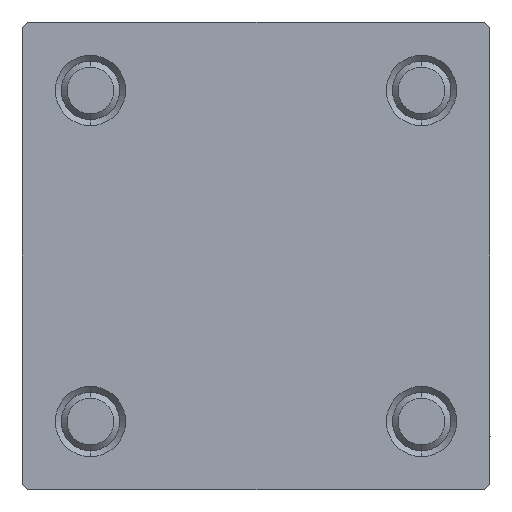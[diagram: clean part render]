
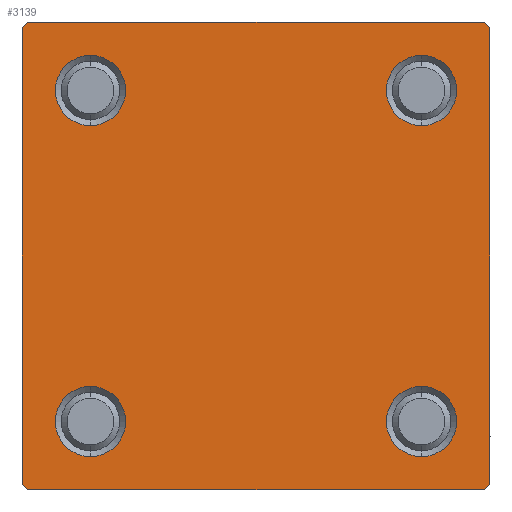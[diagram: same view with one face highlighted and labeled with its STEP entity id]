
A CAD part, left-side view. The second image highlights one B-rep face of the part: STEP entity #3139.
In plain terms, the highlighted planar face has unit normal (-1, 0, 0).
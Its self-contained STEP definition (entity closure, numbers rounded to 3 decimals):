
#950 = CARTESIAN_POINT ( 'NONE',  ( 0., -14.15, 11.15 ) ) ;
#1020 = DIRECTION ( 'NONE',  ( 0., 0., 1. ) ) ;
#1494 = DIRECTION ( 'NONE',  ( 1., 0., 0. ) ) ;
#1637 = EDGE_LOOP ( 'NONE', ( #39284, #13956 ) ) ;
#1725 = EDGE_CURVE ( 'NONE', #37479, #17744, #21372, .T. ) ;
#1966 = ORIENTED_EDGE ( 'NONE', *, *, #43416, .T. ) ;
#2083 = CIRCLE ( 'NONE', #6899, 3. ) ;
#3139 = ADVANCED_FACE ( 'NONE', ( #22188, #33513, #15122, #10846, #44842 ), #22430, .T. ) ;
#3806 = LINE ( 'NONE', #49390, #27674 ) ;
#3935 = VECTOR ( 'NONE', #7616, 1000. ) ;
#3941 = LINE ( 'NONE', #26850, #16017 ) ;
#4985 = EDGE_CURVE ( 'NONE', #20763, #5123, #48694, .T. ) ;
#5123 = VERTEX_POINT ( 'NONE', #22168 ) ;
#5258 = EDGE_LOOP ( 'NONE', ( #39699, #41341 ) ) ;
#5394 = CARTESIAN_POINT ( 'NONE',  ( 0., 20., 19.5 ) ) ;
#5947 = CIRCLE ( 'NONE', #20420, 3. ) ;
#6275 = EDGE_CURVE ( 'NONE', #23285, #15932, #31829, .T. ) ;
#6436 = EDGE_CURVE ( 'NONE', #44704, #37121, #2083, .T. ) ;
#6854 = ORIENTED_EDGE ( 'NONE', *, *, #20863, .T. ) ;
#6899 = AXIS2_PLACEMENT_3D ( 'NONE', #21725, #17950, #33296 ) ;
#7010 = EDGE_CURVE ( 'NONE', #32252, #13084, #8189, .T. ) ;
#7616 = DIRECTION ( 'NONE',  ( 0., -1., 0. ) ) ;
#8189 = LINE ( 'NONE', #23045, #15739 ) ;
#8636 = CARTESIAN_POINT ( 'NONE',  ( 0., -20., 20. ) ) ;
#8729 = CARTESIAN_POINT ( 'NONE',  ( 0., 14.15, -14.15 ) ) ;
#8792 = CARTESIAN_POINT ( 'NONE',  ( 0., -19.5, -20. ) ) ;
#9348 = ORIENTED_EDGE ( 'NONE', *, *, #7010, .T. ) ;
#10359 = DIRECTION ( 'NONE',  ( -1., 0., 0. ) ) ;
#10846 = FACE_BOUND ( 'NONE', #13929, .T. ) ;
#11234 = CARTESIAN_POINT ( 'NONE',  ( 0., 19.75, 19.75 ) ) ;
#11249 = DIRECTION ( 'NONE',  ( 0., -0.707, 0.707 ) ) ;
#11464 = CARTESIAN_POINT ( 'NONE',  ( 0., -14.15, -11.15 ) ) ;
#12268 = ORIENTED_EDGE ( 'NONE', *, *, #14166, .T. ) ;
#13084 = VERTEX_POINT ( 'NONE', #21060 ) ;
#13334 = VECTOR ( 'NONE', #36726, 1000. ) ;
#13929 = EDGE_LOOP ( 'NONE', ( #6854, #36486 ) ) ;
#13956 = ORIENTED_EDGE ( 'NONE', *, *, #6275, .T. ) ;
#14018 = CARTESIAN_POINT ( 'NONE',  ( 0., 14.15, -17.15 ) ) ;
#14166 = EDGE_CURVE ( 'NONE', #40132, #22856, #45880, .T. ) ;
#14171 = AXIS2_PLACEMENT_3D ( 'NONE', #37792, #10359, #25713 ) ;
#14610 = CARTESIAN_POINT ( 'NONE',  ( 0., 14.15, 11.15 ) ) ;
#15122 = FACE_BOUND ( 'NONE', #1637, .T. ) ;
#15739 = VECTOR ( 'NONE', #23544, 1000. ) ;
#15932 = VERTEX_POINT ( 'NONE', #24893 ) ;
#16017 = VECTOR ( 'NONE', #11249, 1000. ) ;
#16133 = CARTESIAN_POINT ( 'NONE',  ( 0., -14.15, 14.15 ) ) ;
#16361 = CARTESIAN_POINT ( 'NONE',  ( 0., -14.15, -14.15 ) ) ;
#16379 = LINE ( 'NONE', #31479, #24408 ) ;
#16861 = DIRECTION ( 'NONE',  ( 0., 0., 1. ) ) ;
#16967 = CARTESIAN_POINT ( 'NONE',  ( 0., 19.5, -20. ) ) ;
#17744 = VERTEX_POINT ( 'NONE', #22812 ) ;
#17950 = DIRECTION ( 'NONE',  ( 1., 0., 0. ) ) ;
#18302 = ORIENTED_EDGE ( 'NONE', *, *, #22073, .F. ) ;
#18310 = DIRECTION ( 'NONE',  ( 0., 0., 1. ) ) ;
#18708 = CIRCLE ( 'NONE', #27569, 3. ) ;
#18919 = CARTESIAN_POINT ( 'NONE',  ( 0., -14.15, -14.15 ) ) ;
#19498 = EDGE_CURVE ( 'NONE', #22856, #20823, #3941, .T. ) ;
#19927 = AXIS2_PLACEMENT_3D ( 'NONE', #49260, #40472, #18310 ) ;
#19973 = LINE ( 'NONE', #8636, #25656 ) ;
#20328 = CARTESIAN_POINT ( 'NONE',  ( 0., 14.15, 17.15 ) ) ;
#20420 = AXIS2_PLACEMENT_3D ( 'NONE', #18919, #34262, #46088 ) ;
#20763 = VERTEX_POINT ( 'NONE', #950 ) ;
#20823 = VERTEX_POINT ( 'NONE', #31660 ) ;
#20863 = EDGE_CURVE ( 'NONE', #37121, #44704, #41629, .T. ) ;
#21060 = CARTESIAN_POINT ( 'NONE',  ( 0., -19.5, 20. ) ) ;
#21262 = AXIS2_PLACEMENT_3D ( 'NONE', #16133, #46836, #1020 ) ;
#21372 = LINE ( 'NONE', #48546, #13334 ) ;
#21381 = ORIENTED_EDGE ( 'NONE', *, *, #38629, .T. ) ;
#21725 = CARTESIAN_POINT ( 'NONE',  ( 0., 14.15, 14.15 ) ) ;
#22073 = EDGE_CURVE ( 'NONE', #32252, #20823, #19973, .T. ) ;
#22123 = VECTOR ( 'NONE', #45722, 1000. ) ;
#22168 = CARTESIAN_POINT ( 'NONE',  ( 0., -14.15, 17.15 ) ) ;
#22188 = FACE_BOUND ( 'NONE', #5258, .T. ) ;
#22430 = PLANE ( 'NONE',  #14171 ) ;
#22753 = CARTESIAN_POINT ( 'NONE',  ( 0., -14.15, -17.15 ) ) ;
#22812 = CARTESIAN_POINT ( 'NONE',  ( 0., 20., -19.5 ) ) ;
#22856 = VERTEX_POINT ( 'NONE', #8792 ) ;
#23045 = CARTESIAN_POINT ( 'NONE',  ( 0., -19.75, 19.75 ) ) ;
#23086 = ORIENTED_EDGE ( 'NONE', *, *, #45549, .T. ) ;
#23285 = VERTEX_POINT ( 'NONE', #14018 ) ;
#23544 = DIRECTION ( 'NONE',  ( 0., 0.707, 0.707 ) ) ;
#23838 = DIRECTION ( 'NONE',  ( 0., 0., 1. ) ) ;
#24408 = VECTOR ( 'NONE', #46833, 1000. ) ;
#24893 = CARTESIAN_POINT ( 'NONE',  ( 0., 14.15, -11.15 ) ) ;
#25415 = AXIS2_PLACEMENT_3D ( 'NONE', #8729, #42967, #23838 ) ;
#25656 = VECTOR ( 'NONE', #28015, 1000. ) ;
#25713 = DIRECTION ( 'NONE',  ( 0., 0., 1. ) ) ;
#26569 = AXIS2_PLACEMENT_3D ( 'NONE', #16361, #1494, #16861 ) ;
#26850 = CARTESIAN_POINT ( 'NONE',  ( 0., -19.75, -19.75 ) ) ;
#26913 = EDGE_LOOP ( 'NONE', ( #32468, #21381, #12268, #37485, #18302, #9348, #47243, #23086 ) ) ;
#26976 = EDGE_LOOP ( 'NONE', ( #1966, #49155 ) ) ;
#27569 = AXIS2_PLACEMENT_3D ( 'NONE', #39419, #31849, #47200 ) ;
#27674 = VECTOR ( 'NONE', #45358, 1000. ) ;
#28015 = DIRECTION ( 'NONE',  ( 0., 0., -1. ) ) ;
#29304 = CIRCLE ( 'NONE', #21262, 3. ) ;
#29966 = DIRECTION ( 'NONE',  ( 0., 0., 1. ) ) ;
#30370 = LINE ( 'NONE', #11234, #22123 ) ;
#30871 = EDGE_CURVE ( 'NONE', #39203, #34925, #33798, .T. ) ;
#31479 = CARTESIAN_POINT ( 'NONE',  ( 0., 19.75, -19.75 ) ) ;
#31660 = CARTESIAN_POINT ( 'NONE',  ( 0., -20., -19.5 ) ) ;
#31829 = CIRCLE ( 'NONE', #25415, 3. ) ;
#31849 = DIRECTION ( 'NONE',  ( 1., 0., 0. ) ) ;
#32252 = VERTEX_POINT ( 'NONE', #42512 ) ;
#32468 = ORIENTED_EDGE ( 'NONE', *, *, #1725, .T. ) ;
#33296 = DIRECTION ( 'NONE',  ( 0., 0., 1. ) ) ;
#33513 = FACE_BOUND ( 'NONE', #26976, .T. ) ;
#33798 = CIRCLE ( 'NONE', #26569, 3. ) ;
#34262 = DIRECTION ( 'NONE',  ( 1., 0., 0. ) ) ;
#34925 = VERTEX_POINT ( 'NONE', #11464 ) ;
#35748 = EDGE_CURVE ( 'NONE', #15932, #23285, #18708, .T. ) ;
#36486 = ORIENTED_EDGE ( 'NONE', *, *, #6436, .T. ) ;
#36726 = DIRECTION ( 'NONE',  ( 0., 0., -1. ) ) ;
#37121 = VERTEX_POINT ( 'NONE', #20328 ) ;
#37479 = VERTEX_POINT ( 'NONE', #5394 ) ;
#37485 = ORIENTED_EDGE ( 'NONE', *, *, #19498, .T. ) ;
#37792 = CARTESIAN_POINT ( 'NONE',  ( 0., 0., 0. ) ) ;
#38629 = EDGE_CURVE ( 'NONE', #17744, #40132, #16379, .T. ) ;
#39203 = VERTEX_POINT ( 'NONE', #22753 ) ;
#39284 = ORIENTED_EDGE ( 'NONE', *, *, #35748, .T. ) ;
#39419 = CARTESIAN_POINT ( 'NONE',  ( 0., 14.15, -14.15 ) ) ;
#39699 = ORIENTED_EDGE ( 'NONE', *, *, #43535, .T. ) ;
#40132 = VERTEX_POINT ( 'NONE', #16967 ) ;
#40472 = DIRECTION ( 'NONE',  ( 1., 0., 0. ) ) ;
#40652 = AXIS2_PLACEMENT_3D ( 'NONE', #42032, #45806, #29966 ) ;
#41341 = ORIENTED_EDGE ( 'NONE', *, *, #4985, .T. ) ;
#41629 = CIRCLE ( 'NONE', #19927, 3. ) ;
#42032 = CARTESIAN_POINT ( 'NONE',  ( 0., -14.15, 14.15 ) ) ;
#42074 = CARTESIAN_POINT ( 'NONE',  ( 0., 19.5, 20. ) ) ;
#42106 = CARTESIAN_POINT ( 'NONE',  ( 0., 20., -20. ) ) ;
#42512 = CARTESIAN_POINT ( 'NONE',  ( 0., -20., 19.5 ) ) ;
#42967 = DIRECTION ( 'NONE',  ( 1., 0., 0. ) ) ;
#43416 = EDGE_CURVE ( 'NONE', #34925, #39203, #5947, .T. ) ;
#43535 = EDGE_CURVE ( 'NONE', #5123, #20763, #29304, .T. ) ;
#44388 = VERTEX_POINT ( 'NONE', #42074 ) ;
#44414 = EDGE_CURVE ( 'NONE', #44388, #13084, #3806, .T. ) ;
#44704 = VERTEX_POINT ( 'NONE', #14610 ) ;
#44842 = FACE_OUTER_BOUND ( 'NONE', #26913, .T. ) ;
#45358 = DIRECTION ( 'NONE',  ( 0., -1., 0. ) ) ;
#45549 = EDGE_CURVE ( 'NONE', #44388, #37479, #30370, .T. ) ;
#45722 = DIRECTION ( 'NONE',  ( 0., 0.707, -0.707 ) ) ;
#45806 = DIRECTION ( 'NONE',  ( 1., 0., 0. ) ) ;
#45880 = LINE ( 'NONE', #42106, #3935 ) ;
#46088 = DIRECTION ( 'NONE',  ( 0., 0., 1. ) ) ;
#46833 = DIRECTION ( 'NONE',  ( 0., -0.707, -0.707 ) ) ;
#46836 = DIRECTION ( 'NONE',  ( 1., 0., 0. ) ) ;
#47200 = DIRECTION ( 'NONE',  ( 0., 0., 1. ) ) ;
#47243 = ORIENTED_EDGE ( 'NONE', *, *, #44414, .F. ) ;
#48546 = CARTESIAN_POINT ( 'NONE',  ( 0., 20., 20. ) ) ;
#48694 = CIRCLE ( 'NONE', #40652, 3. ) ;
#49155 = ORIENTED_EDGE ( 'NONE', *, *, #30871, .T. ) ;
#49260 = CARTESIAN_POINT ( 'NONE',  ( 0., 14.15, 14.15 ) ) ;
#49390 = CARTESIAN_POINT ( 'NONE',  ( 0., 20., 20. ) ) ;
